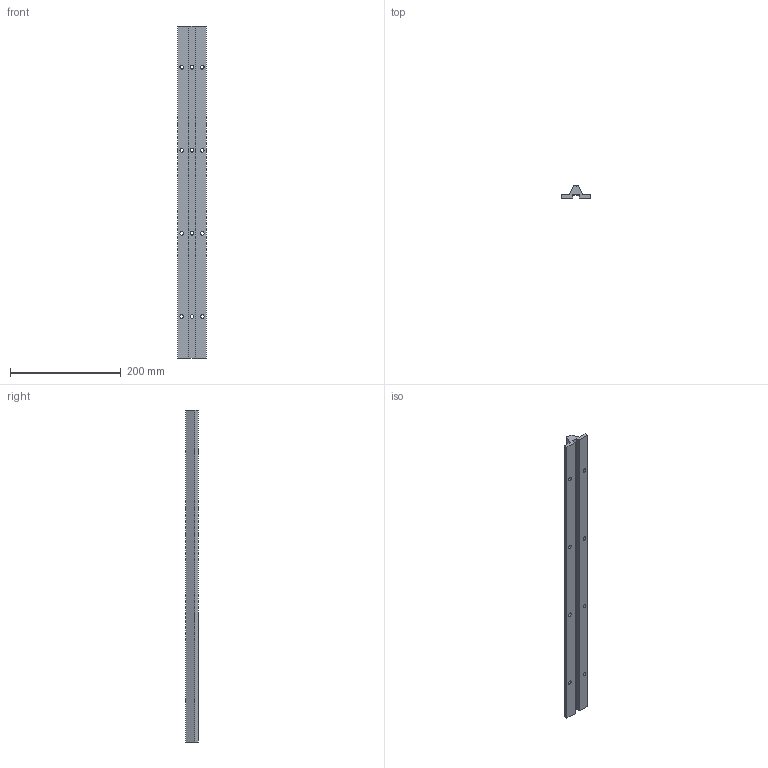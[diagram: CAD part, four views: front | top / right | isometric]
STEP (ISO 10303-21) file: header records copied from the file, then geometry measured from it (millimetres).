
FILE_DESCRIPTION(/* description */ ('niedrige Baureihe'),/* implementation_level */ '2;1');
FILE_NAME(/* name */ '150006-0.step',/* time_stamp */ '2021-08-11T14:21:12+02:00',/* author */ ('Praktikum'),/* organization */ (''),/* preprocessor_version */ 'ST-DEVELOPER v18.1',/* originating_system */ 'Autodesk Inventor 2021',/* authorisation */ '');
FILE_SCHEMA (('AUTOMOTIVE_DESIGN { 1 0 10303 214 3 1 1 }'));
Length unit declared in the file: millimetre
Products named in the file (1): 15-0006-0FZ.000
Bounding box: 52 x 22.82 x 599.5 mm (x, y, z)
Volume: 299995.4 mm3; surface area: 92908.4 mm2
Topology: 1 solids, 1 shells, 27 faces, 87 edges, 58 vertices
Faces by surface type: plane 15, cylinder 12
Full cylindrical faces by diameter (mm): 6.6 x12
Entity records: 1062 total; most frequent: DIRECTION 175, ORIENTED_EDGE 174, CARTESIAN_POINT 173, EDGE_CURVE 87, AXIS2_PLACEMENT_3D 60, VERTEX_POINT 58, LINE 55, VECTOR 55
